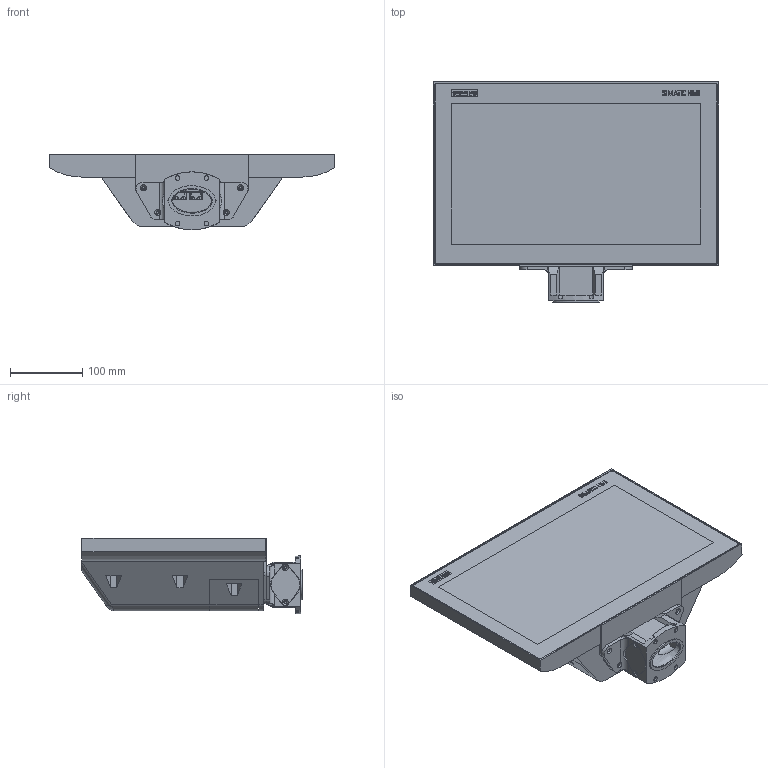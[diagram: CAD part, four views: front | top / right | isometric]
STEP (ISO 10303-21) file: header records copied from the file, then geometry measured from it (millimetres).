
FILE_DESCRIPTION(/* description */ (''),/* implementation_level */ '2;1');
FILE_NAME(/* name */ '6AV6646-1BB15-0AA1_3d.stp',/* time_stamp */ '2023-07-24T14:51:25+08:00',/* author */ (''),/* organization */ (''),/* preprocessor_version */ 'ST-DEVELOPER v18.102',/* originating_system */ 'SIEMENS PLM Software NX 2023',/* authorisation */ '');
FILE_SCHEMA (('AUTOMOTIVE_DESIGN { 1 0 10303 214 3 1 1 1 }'));
Products named in the file (9): A5E42687599A_RS-AA_003_1-Cover; A5E42706018A_RS-AA_001_2-Labeling; A5E42686250A_RS-AA_003_1-Box; A5E43770287A_RS-AA_002_2-Cover; A5E52940258A_RS-AA_001_2-Labeling; A5E43730657A_RS-AA_002_2-Box; A5E42332630A_RS-AA_002_1-Power Supply Connector; A5E42706015A_RS-AA_003_5-CAx_6AV76741KA000AA0; A5E52940124A_RS-AA_001_2-CAx_6AV66461BB150AA1
Assembly tree (9 placements, depth 3):
  A5E52940124A_RS-AA_001_2-CAx_6AV66461BB150AA1
    A5E42706015A_RS-AA_003_5-CAx_6AV76741KA000AA0
      A5E42686250A_RS-AA_003_1-Box
      A5E42706018A_RS-AA_001_2-Labeling
      A5E42687599A_RS-AA_003_1-Cover  x2
    A5E42332630A_RS-AA_002_1-Power Supply Connector
    A5E43730657A_RS-AA_002_2-Box
    A5E52940258A_RS-AA_001_2-Labeling
    A5E43770287A_RS-AA_002_2-Cover
Bounding box: 396 x 305.2 x 104.79 mm (x, y, z)
Volume: 5836211.3 mm3; surface area: 419894.3 mm2
Topology: 178 solids, 178 shells, 3045 faces, 7731 edges, 5149 vertices
Faces by surface type: plane 1934, extrusion 800, cylinder 297, cone 9, bspline 5
Full cylindrical faces by diameter (mm): 1.4 x2, 2.8 x2, 3.3 x10, 3.5 x4, 4 x1, 4.5 x8, 5 x3, 5.2 x1, 6.5 x8, 6.677 x4, 7.255 x4, 7.62 x1, 8 x8, 8.6 x8, 9 x2, 30.5 x2
Entity records: 119975 total; most frequent: CARTESIAN_POINT 37711, ORIENTED_EDGE 15206, DIRECTION 10360, EDGE_CURVE 7603, VERTEX_POINT 5104, VECTOR 4650, B_SPLINE_CURVE_WITH_KNOTS 3929, LINE 3850
